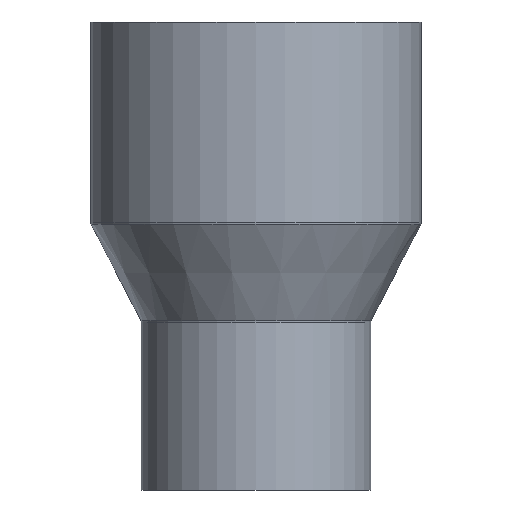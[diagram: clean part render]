
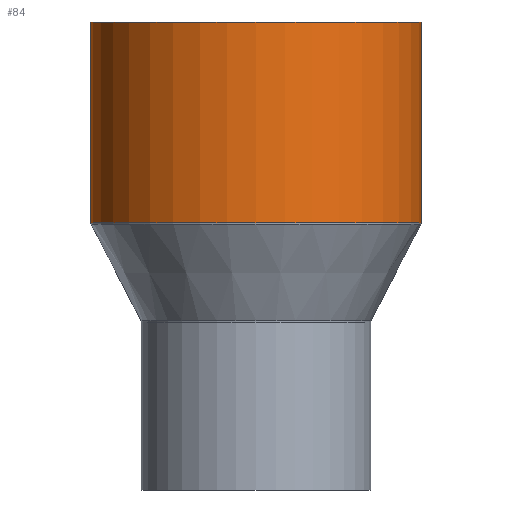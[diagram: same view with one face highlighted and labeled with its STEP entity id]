
A CAD part, front view. The second image highlights one B-rep face of the part: STEP entity #84.
In plain terms, the highlighted cylindrical face has radius 90 mm (diameter 180 mm), a partial arc.
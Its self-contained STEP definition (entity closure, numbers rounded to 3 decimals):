
#3 = DIRECTION ( 'NONE',  ( 0., 0., -1. ) ) ;
#9 = VECTOR ( 'NONE', #543, 1000. ) ;
#22 = DIRECTION ( 'NONE',  ( 0., 0., -1. ) ) ;
#51 = DIRECTION ( 'NONE',  ( 0., 0., -1. ) ) ;
#61 = AXIS2_PLACEMENT_3D ( 'NONE', #205, #51, #556 ) ;
#84 = ADVANCED_FACE ( 'NONE', ( #100 ), #105, .T. ) ;
#86 = CIRCLE ( 'NONE', #549, 90. ) ;
#94 = LINE ( 'NONE', #193, #9 ) ;
#100 = FACE_OUTER_BOUND ( 'NONE', #181, .T. ) ;
#105 = CYLINDRICAL_SURFACE ( 'NONE', #61, 90. ) ;
#109 = CARTESIAN_POINT ( 'NONE',  ( 90., 0., -16.533 ) ) ;
#118 = VECTOR ( 'NONE', #3, 1000. ) ;
#127 = CARTESIAN_POINT ( 'NONE',  ( -90., 0., 22.17 ) ) ;
#128 = ORIENTED_EDGE ( 'NONE', *, *, #493, .T. ) ;
#136 = VERTEX_POINT ( 'NONE', #221 ) ;
#181 = EDGE_LOOP ( 'NONE', ( #418, #128, #643, #331 ) ) ;
#193 = CARTESIAN_POINT ( 'NONE',  ( -90., 0., -16.533 ) ) ;
#194 = VERTEX_POINT ( 'NONE', #518 ) ;
#205 = CARTESIAN_POINT ( 'NONE',  ( 0., 0., -16.533 ) ) ;
#221 = CARTESIAN_POINT ( 'NONE',  ( -90., 0., 131.682 ) ) ;
#227 = CARTESIAN_POINT ( 'NONE',  ( 0., 0., 131.682 ) ) ;
#237 = VERTEX_POINT ( 'NONE', #127 ) ;
#249 = DIRECTION ( 'NONE',  ( 0., 0., -1. ) ) ;
#257 = EDGE_CURVE ( 'NONE', #527, #237, #86, .T. ) ;
#279 = CARTESIAN_POINT ( 'NONE',  ( 0., 0., 22.17 ) ) ;
#309 = DIRECTION ( 'NONE',  ( -1., 0., 0. ) ) ;
#331 = ORIENTED_EDGE ( 'NONE', *, *, #257, .F. ) ;
#352 = EDGE_CURVE ( 'NONE', #136, #237, #94, .T. ) ;
#367 = DIRECTION ( 'NONE',  ( -1., 0., 0. ) ) ;
#418 = ORIENTED_EDGE ( 'NONE', *, *, #619, .F. ) ;
#459 = LINE ( 'NONE', #109, #118 ) ;
#493 = EDGE_CURVE ( 'NONE', #194, #136, #532, .T. ) ;
#518 = CARTESIAN_POINT ( 'NONE',  ( 90., 0., 131.682 ) ) ;
#527 = VERTEX_POINT ( 'NONE', #563 ) ;
#532 = CIRCLE ( 'NONE', #594, 90. ) ;
#543 = DIRECTION ( 'NONE',  ( 0., 0., -1. ) ) ;
#549 = AXIS2_PLACEMENT_3D ( 'NONE', #279, #22, #367 ) ;
#556 = DIRECTION ( 'NONE',  ( -1., 0., 0. ) ) ;
#563 = CARTESIAN_POINT ( 'NONE',  ( 90., 0., 22.17 ) ) ;
#594 = AXIS2_PLACEMENT_3D ( 'NONE', #227, #249, #309 ) ;
#619 = EDGE_CURVE ( 'NONE', #194, #527, #459, .T. ) ;
#643 = ORIENTED_EDGE ( 'NONE', *, *, #352, .T. ) ;
